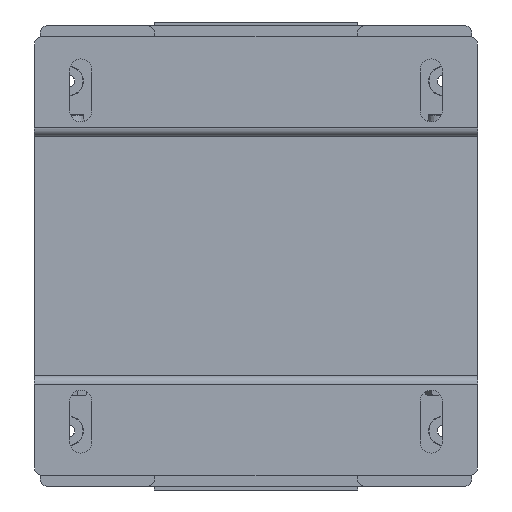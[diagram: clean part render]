
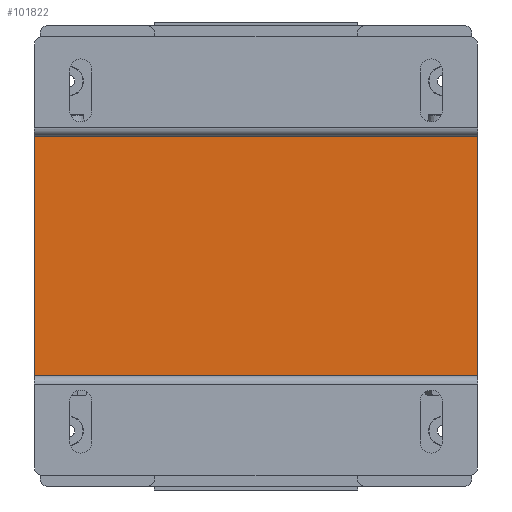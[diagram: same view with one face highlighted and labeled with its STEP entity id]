
A CAD part, front view. The second image highlights one B-rep face of the part: STEP entity #101822.
In plain terms, the highlighted planar face has unit normal (0, -1, 0).
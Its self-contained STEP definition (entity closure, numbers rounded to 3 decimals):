
#8319 = ORIENTED_EDGE ( 'NONE', *, *, #122799, .T. ) ;
#17918 = LINE ( 'NONE', #63654, #31829 ) ;
#20020 = ORIENTED_EDGE ( 'NONE', *, *, #60266, .T. ) ;
#25852 = CARTESIAN_POINT ( 'NONE',  ( -129.79, -42.814, 62.882 ) ) ;
#26216 = PLANE ( 'NONE',  #136846 ) ;
#31829 = VECTOR ( 'NONE', #133113, 1000. ) ;
#31925 = EDGE_LOOP ( 'NONE', ( #8319, #93490, #132184, #20020 ) ) ;
#32212 = CARTESIAN_POINT ( 'NONE',  ( -129.79, -42.814, 127.652 ) ) ;
#32276 = LINE ( 'NONE', #91008, #72156 ) ;
#35121 = LINE ( 'NONE', #91592, #72070 ) ;
#37739 = CARTESIAN_POINT ( 'NONE',  ( -129.79, -42.814, 127.652 ) ) ;
#38426 = FACE_OUTER_BOUND ( 'NONE', #31925, .T. ) ;
#48573 = VERTEX_POINT ( 'NONE', #37739 ) ;
#48611 = EDGE_CURVE ( 'NONE', #148578, #48573, #17918, .T. ) ;
#52154 = DIRECTION ( 'NONE',  ( -1., 0., 0. ) ) ;
#59498 = DIRECTION ( 'NONE',  ( 1., 0., 0. ) ) ;
#59562 = DIRECTION ( 'NONE',  ( 0., 0., -1. ) ) ;
#60266 = EDGE_CURVE ( 'NONE', #148578, #107870, #32276, .T. ) ;
#63654 = CARTESIAN_POINT ( 'NONE',  ( -129.79, -42.814, 127.652 ) ) ;
#72070 = VECTOR ( 'NONE', #59562, 1000. ) ;
#72156 = VECTOR ( 'NONE', #126822, 1000. ) ;
#76523 = DIRECTION ( 'NONE',  ( 0., 1., 0. ) ) ;
#85336 = LINE ( 'NONE', #25852, #87622 ) ;
#87622 = VECTOR ( 'NONE', #59498, 1000. ) ;
#91008 = CARTESIAN_POINT ( 'NONE',  ( -249.79, -42.814, 127.652 ) ) ;
#91592 = CARTESIAN_POINT ( 'NONE',  ( -129.79, -42.814, 127.652 ) ) ;
#93490 = ORIENTED_EDGE ( 'NONE', *, *, #143215, .F. ) ;
#101822 = ADVANCED_FACE ( 'NONE', ( #38426 ), #26216, .F. ) ;
#107870 = VERTEX_POINT ( 'NONE', #134477 ) ;
#118282 = CARTESIAN_POINT ( 'NONE',  ( -249.79, -42.814, 127.652 ) ) ;
#122799 = EDGE_CURVE ( 'NONE', #107870, #150861, #85336, .T. ) ;
#126822 = DIRECTION ( 'NONE',  ( 0., 0., -1. ) ) ;
#132184 = ORIENTED_EDGE ( 'NONE', *, *, #48611, .F. ) ;
#133113 = DIRECTION ( 'NONE',  ( 1., 0., 0. ) ) ;
#134477 = CARTESIAN_POINT ( 'NONE',  ( -249.79, -42.814, 62.882 ) ) ;
#136846 = AXIS2_PLACEMENT_3D ( 'NONE', #32212, #76523, #52154 ) ;
#143215 = EDGE_CURVE ( 'NONE', #48573, #150861, #35121, .T. ) ;
#147597 = CARTESIAN_POINT ( 'NONE',  ( -129.79, -42.814, 62.882 ) ) ;
#148578 = VERTEX_POINT ( 'NONE', #118282 ) ;
#150861 = VERTEX_POINT ( 'NONE', #147597 ) ;
